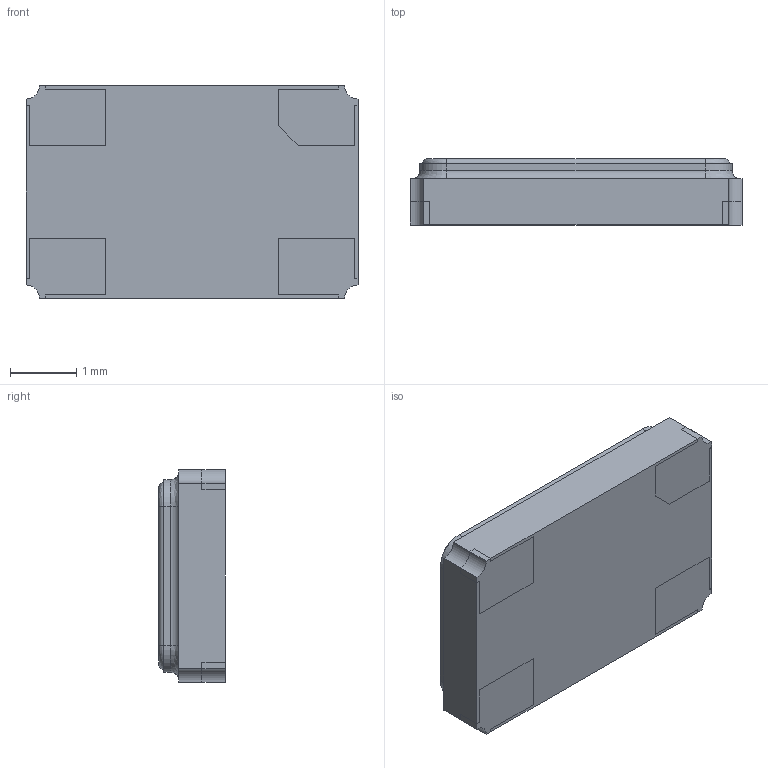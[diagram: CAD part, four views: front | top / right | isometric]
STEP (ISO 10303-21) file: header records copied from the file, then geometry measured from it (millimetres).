
FILE_DESCRIPTION (( 'STEP AP214' ), '1' );
FILE_NAME ('C5S-10.000-18-1020-R.STEP', '2025-01-20T17:55:31', ( '' ), ( '' ), 'SwSTEP 2.0', 'SolidWorks 2021', '' );
FILE_SCHEMA (( 'AUTOMOTIVE_DESIGN' ));
Length unit declared in the file: millimetre
Products named in the file (1): C5S-10.000-18-1020-R
Bounding box: 5 x 1 x 3.2 mm (x, y, z)
Volume: 15.1 mm3; surface area: 119.1 mm2
Topology: 8 solids, 8 shells, 119 faces, 298 edges, 196 vertices
Faces by surface type: plane 71, cylinder 40, bspline 8
Entity records: 3748 total; most frequent: CARTESIAN_POINT 752, DIRECTION 606, ORIENTED_EDGE 596, EDGE_CURVE 298, LINE 206, VECTOR 206, AXIS2_PLACEMENT_3D 200, VERTEX_POINT 196
